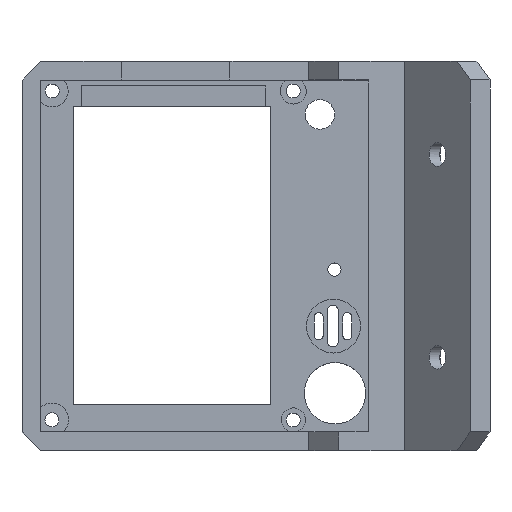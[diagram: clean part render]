
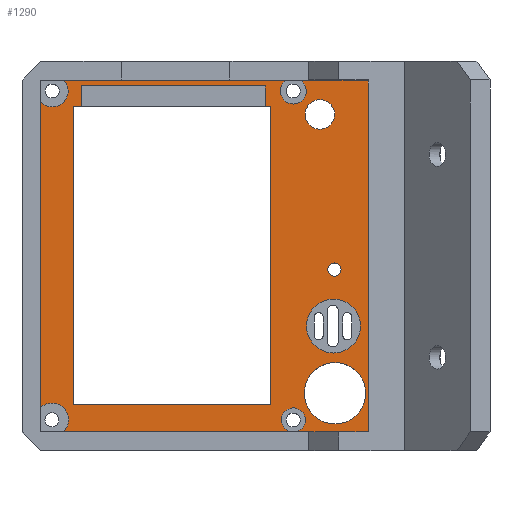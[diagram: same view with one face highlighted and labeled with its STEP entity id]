
A CAD part, top view. The second image highlights one B-rep face of the part: STEP entity #1290.
In plain terms, the highlighted planar face has unit normal (0, 0, 1).
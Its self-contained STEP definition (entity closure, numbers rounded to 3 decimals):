
#16=FACE_BOUND('',#176,.T.);
#17=FACE_BOUND('',#177,.T.);
#18=FACE_BOUND('',#178,.T.);
#19=FACE_BOUND('',#179,.T.);
#20=FACE_BOUND('',#180,.T.);
#57=PLANE('',#1364);
#105=FACE_OUTER_BOUND('',#175,.T.);
#175=EDGE_LOOP('',(#914,#915,#916,#917,#918,#919,#920,#921,#922,#923));
#176=EDGE_LOOP('',(#924));
#177=EDGE_LOOP('',(#925,#926,#927,#928,#929,#930,#931,#932));
#178=EDGE_LOOP('',(#933));
#179=EDGE_LOOP('',(#934));
#180=EDGE_LOOP('',(#935));
#286=LINE('',#1854,#422);
#287=LINE('',#1858,#423);
#288=LINE('',#1862,#424);
#289=LINE('',#1864,#425);
#290=LINE('',#1866,#426);
#291=LINE('',#1869,#427);
#292=LINE('',#1874,#428);
#293=LINE('',#1876,#429);
#294=LINE('',#1878,#430);
#295=LINE('',#1880,#431);
#296=LINE('',#1882,#432);
#297=LINE('',#1884,#433);
#298=LINE('',#1886,#434);
#299=LINE('',#1887,#435);
#422=VECTOR('',#1490,10.);
#423=VECTOR('',#1493,10.);
#424=VECTOR('',#1496,10.);
#425=VECTOR('',#1497,10.);
#426=VECTOR('',#1498,10.);
#427=VECTOR('',#1501,10.);
#428=VECTOR('',#1504,10.);
#429=VECTOR('',#1505,10.);
#430=VECTOR('',#1506,10.);
#431=VECTOR('',#1507,10.);
#432=VECTOR('',#1508,10.);
#433=VECTOR('',#1509,10.);
#434=VECTOR('',#1510,10.);
#435=VECTOR('',#1511,10.);
#554=CIRCLE('',#1360,4.278);
#557=CIRCLE('',#1365,4.478);
#558=CIRCLE('',#1366,3.25);
#559=CIRCLE('',#1367,3.5);
#560=CIRCLE('',#1368,7.25);
#561=CIRCLE('',#1369,8.25);
#562=CIRCLE('',#1370,3.973);
#563=CIRCLE('',#1371,1.772);
#598=VERTEX_POINT('',#1838);
#599=VERTEX_POINT('',#1839);
#604=VERTEX_POINT('',#1853);
#605=VERTEX_POINT('',#1855);
#606=VERTEX_POINT('',#1857);
#607=VERTEX_POINT('',#1859);
#608=VERTEX_POINT('',#1861);
#609=VERTEX_POINT('',#1863);
#610=VERTEX_POINT('',#1865);
#611=VERTEX_POINT('',#1867);
#612=VERTEX_POINT('',#1870);
#613=VERTEX_POINT('',#1872);
#614=VERTEX_POINT('',#1873);
#615=VERTEX_POINT('',#1875);
#616=VERTEX_POINT('',#1877);
#617=VERTEX_POINT('',#1879);
#618=VERTEX_POINT('',#1881);
#619=VERTEX_POINT('',#1883);
#620=VERTEX_POINT('',#1885);
#621=VERTEX_POINT('',#1888);
#622=VERTEX_POINT('',#1890);
#623=VERTEX_POINT('',#1892);
#726=EDGE_CURVE('',#598,#599,#554,.T.);
#733=EDGE_CURVE('',#599,#604,#286,.T.);
#734=EDGE_CURVE('',#604,#605,#557,.T.);
#735=EDGE_CURVE('',#605,#606,#287,.T.);
#736=EDGE_CURVE('',#606,#607,#558,.T.);
#737=EDGE_CURVE('',#607,#608,#288,.T.);
#738=EDGE_CURVE('',#608,#609,#289,.T.);
#739=EDGE_CURVE('',#609,#610,#290,.T.);
#740=EDGE_CURVE('',#610,#611,#559,.T.);
#741=EDGE_CURVE('',#611,#598,#291,.T.);
#742=EDGE_CURVE('',#612,#612,#560,.T.);
#743=EDGE_CURVE('',#613,#614,#292,.T.);
#744=EDGE_CURVE('',#614,#615,#293,.T.);
#745=EDGE_CURVE('',#615,#616,#294,.T.);
#746=EDGE_CURVE('',#616,#617,#295,.T.);
#747=EDGE_CURVE('',#617,#618,#296,.T.);
#748=EDGE_CURVE('',#618,#619,#297,.T.);
#749=EDGE_CURVE('',#619,#620,#298,.T.);
#750=EDGE_CURVE('',#620,#613,#299,.T.);
#751=EDGE_CURVE('',#621,#621,#561,.T.);
#752=EDGE_CURVE('',#622,#622,#562,.T.);
#753=EDGE_CURVE('',#623,#623,#563,.T.);
#914=ORIENTED_EDGE('',*,*,#726,.T.);
#915=ORIENTED_EDGE('',*,*,#733,.T.);
#916=ORIENTED_EDGE('',*,*,#734,.T.);
#917=ORIENTED_EDGE('',*,*,#735,.T.);
#918=ORIENTED_EDGE('',*,*,#736,.T.);
#919=ORIENTED_EDGE('',*,*,#737,.T.);
#920=ORIENTED_EDGE('',*,*,#738,.T.);
#921=ORIENTED_EDGE('',*,*,#739,.T.);
#922=ORIENTED_EDGE('',*,*,#740,.T.);
#923=ORIENTED_EDGE('',*,*,#741,.T.);
#924=ORIENTED_EDGE('',*,*,#742,.T.);
#925=ORIENTED_EDGE('',*,*,#743,.T.);
#926=ORIENTED_EDGE('',*,*,#744,.T.);
#927=ORIENTED_EDGE('',*,*,#745,.T.);
#928=ORIENTED_EDGE('',*,*,#746,.T.);
#929=ORIENTED_EDGE('',*,*,#747,.T.);
#930=ORIENTED_EDGE('',*,*,#748,.T.);
#931=ORIENTED_EDGE('',*,*,#749,.T.);
#932=ORIENTED_EDGE('',*,*,#750,.T.);
#933=ORIENTED_EDGE('',*,*,#751,.T.);
#934=ORIENTED_EDGE('',*,*,#752,.T.);
#935=ORIENTED_EDGE('',*,*,#753,.T.);
#1290=ADVANCED_FACE('',(#105,#16,#17,#18,#19,#20),#57,.T.);
#1360=AXIS2_PLACEMENT_3D('',#1840,#1476,#1477);
#1364=AXIS2_PLACEMENT_3D('',#1852,#1488,#1489);
#1365=AXIS2_PLACEMENT_3D('',#1856,#1491,#1492);
#1366=AXIS2_PLACEMENT_3D('',#1860,#1494,#1495);
#1367=AXIS2_PLACEMENT_3D('',#1868,#1499,#1500);
#1368=AXIS2_PLACEMENT_3D('',#1871,#1502,#1503);
#1369=AXIS2_PLACEMENT_3D('',#1889,#1512,#1513);
#1370=AXIS2_PLACEMENT_3D('',#1891,#1514,#1515);
#1371=AXIS2_PLACEMENT_3D('',#1893,#1516,#1517);
#1476=DIRECTION('center_axis',(0.,0.,-1.));
#1477=DIRECTION('ref_axis',(-0.729,-0.684,0.));
#1488=DIRECTION('center_axis',(0.,0.,1.));
#1489=DIRECTION('ref_axis',(1.,0.,0.));
#1490=DIRECTION('',(0.,-1.,0.));
#1491=DIRECTION('center_axis',(0.,0.,-1.));
#1492=DIRECTION('ref_axis',(0.677,-0.736,0.));
#1493=DIRECTION('',(1.,0.,0.));
#1494=DIRECTION('center_axis',(0.,0.,-1.));
#1495=DIRECTION('ref_axis',(0.125,-0.992,0.));
#1496=DIRECTION('',(1.,0.,0.));
#1497=DIRECTION('',(0.,1.,0.));
#1498=DIRECTION('',(-1.,0.,0.));
#1499=DIRECTION('center_axis',(0.,0.,-1.));
#1500=DIRECTION('ref_axis',(-0.552,0.834,0.));
#1501=DIRECTION('',(-1.,0.,0.));
#1502=DIRECTION('center_axis',(0.,0.,-1.));
#1503=DIRECTION('ref_axis',(-1.,0.,0.));
#1504=DIRECTION('',(0.,1.,0.));
#1505=DIRECTION('',(1.,0.,0.));
#1506=DIRECTION('',(0.,-1.,0.));
#1507=DIRECTION('',(1.,0.,0.));
#1508=DIRECTION('',(0.,-1.,0.));
#1509=DIRECTION('',(-1.,0.,0.));
#1510=DIRECTION('',(0.,1.,0.));
#1511=DIRECTION('',(1.,0.,0.));
#1512=DIRECTION('center_axis',(0.,0.,-1.));
#1513=DIRECTION('ref_axis',(1.,0.,0.));
#1514=DIRECTION('center_axis',(0.,0.,-1.));
#1515=DIRECTION('ref_axis',(1.,0.,0.));
#1516=DIRECTION('center_axis',(0.,0.,-1.));
#1517=DIRECTION('ref_axis',(1.,0.,0.));
#1838=CARTESIAN_POINT('',(12.745,112.378,5.));
#1839=CARTESIAN_POINT('',(6.505,106.524,5.));
#1840=CARTESIAN_POINT('Origin',(9.625,109.451,5.));
#1852=CARTESIAN_POINT('Origin',(50.505,65.128,5.));
#1853=CARTESIAN_POINT('',(6.505,24.471,5.));
#1854=CARTESIAN_POINT('',(6.505,17.878,5.));
#1855=CARTESIAN_POINT('',(12.567,17.878,5.));
#1856=CARTESIAN_POINT('Origin',(9.536,21.174,5.));
#1857=CARTESIAN_POINT('',(73.957,17.878,5.));
#1858=CARTESIAN_POINT('',(94.505,17.878,5.));
#1859=CARTESIAN_POINT('',(74.767,17.878,5.));
#1860=CARTESIAN_POINT('Origin',(74.362,21.102,5.));
#1861=CARTESIAN_POINT('',(94.505,17.878,5.));
#1862=CARTESIAN_POINT('',(94.505,17.878,5.));
#1863=CARTESIAN_POINT('',(94.505,112.378,5.));
#1864=CARTESIAN_POINT('',(94.505,112.378,5.));
#1865=CARTESIAN_POINT('',(76.292,112.378,5.));
#1866=CARTESIAN_POINT('',(6.505,112.378,5.));
#1867=CARTESIAN_POINT('',(72.428,112.378,5.));
#1868=CARTESIAN_POINT('Origin',(74.36,109.459,5.));
#1869=CARTESIAN_POINT('',(6.505,112.378,5.));
#1870=CARTESIAN_POINT('',(92.415,46.335,5.));
#1871=CARTESIAN_POINT('Origin',(85.165,46.335,5.));
#1872=CARTESIAN_POINT('',(17.395,105.215,5.));
#1873=CARTESIAN_POINT('',(17.395,110.818,5.));
#1874=CARTESIAN_POINT('',(17.395,85.171,5.));
#1875=CARTESIAN_POINT('',(66.856,110.818,5.));
#1876=CARTESIAN_POINT('',(33.95,110.818,5.));
#1877=CARTESIAN_POINT('',(66.856,105.215,5.));
#1878=CARTESIAN_POINT('',(66.856,87.973,5.));
#1879=CARTESIAN_POINT('',(68.238,105.215,5.));
#1880=CARTESIAN_POINT('',(15.238,105.215,5.));
#1881=CARTESIAN_POINT('',(68.238,25.215,5.));
#1882=CARTESIAN_POINT('',(68.238,105.215,5.));
#1883=CARTESIAN_POINT('',(15.238,25.215,5.));
#1884=CARTESIAN_POINT('',(68.238,25.215,5.));
#1885=CARTESIAN_POINT('',(15.238,105.215,5.));
#1886=CARTESIAN_POINT('',(15.238,25.215,5.));
#1887=CARTESIAN_POINT('',(15.238,105.215,5.));
#1888=CARTESIAN_POINT('',(77.307,28.283,5.));
#1889=CARTESIAN_POINT('Origin',(85.557,28.283,5.));
#1890=CARTESIAN_POINT('',(77.529,103.166,5.));
#1891=CARTESIAN_POINT('Origin',(81.501,103.166,5.));
#1892=CARTESIAN_POINT('',(83.637,61.504,5.));
#1893=CARTESIAN_POINT('Origin',(85.409,61.504,5.));
